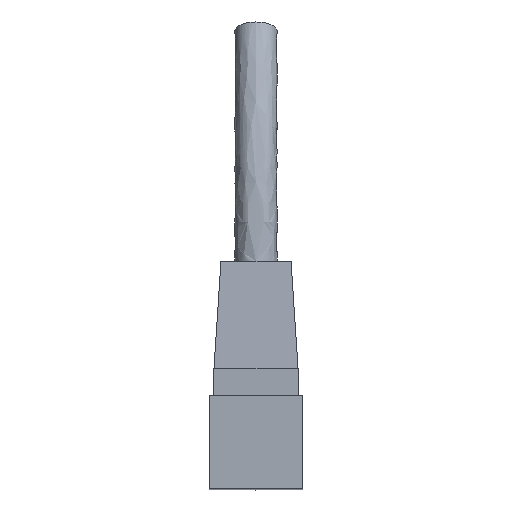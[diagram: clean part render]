
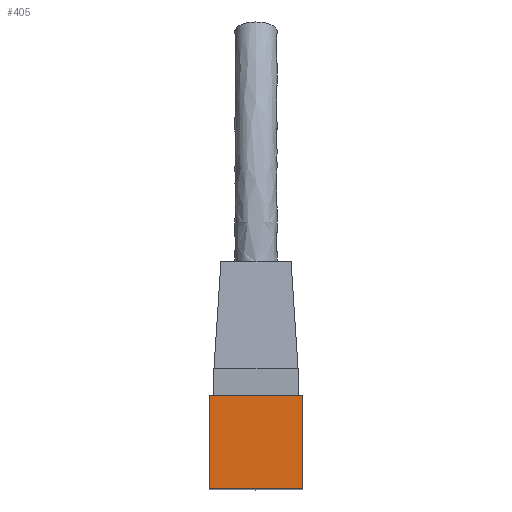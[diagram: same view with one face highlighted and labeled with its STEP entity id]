
A CAD part, top view. The second image highlights one B-rep face of the part: STEP entity #405.
In plain terms, the highlighted planar face has unit normal (0, 0, 1).
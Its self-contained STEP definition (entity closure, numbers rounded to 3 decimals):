
#260=CARTESIAN_POINT('',(-12.962,0.0,60.0));
#261=VERTEX_POINT('',#260);
#262=CARTESIAN_POINT('',(-12.962,10.0,60.0));
#263=VERTEX_POINT('',#262);
#264=CARTESIAN_POINT('',(-12.962,0.0,60.0));
#265=DIRECTION('',(0.0,1.0,0.0));
#266=VECTOR('',#265,10.0);
#267=LINE('',#264,#266);
#268=EDGE_CURVE('',#261,#263,#267,.T.);
#306=CARTESIAN_POINT('',(-2.962,10.,60.0));
#307=VERTEX_POINT('',#306);
#308=CARTESIAN_POINT('',(-12.962,10.0,60.0));
#309=DIRECTION('',(1.0,0.0,0.0));
#310=VECTOR('',#309,10.);
#311=LINE('',#308,#310);
#312=EDGE_CURVE('',#263,#307,#311,.T.);
#340=CARTESIAN_POINT('',(-2.962,0.,60.0));
#341=VERTEX_POINT('',#340);
#342=CARTESIAN_POINT('',(-2.962,10.,60.0));
#343=DIRECTION('',(0.0,-1.0,0.0));
#344=VECTOR('',#343,10.);
#345=LINE('',#342,#344);
#346=EDGE_CURVE('',#307,#341,#345,.T.);
#377=CARTESIAN_POINT('',(-2.962,0.,60.0));
#378=DIRECTION('',(-1.0,0.0,0.0));
#379=VECTOR('',#378,10.0);
#380=LINE('',#377,#379);
#381=EDGE_CURVE('',#341,#261,#380,.T.);
#394=CARTESIAN_POINT('',(-7.962,5.,60.0));
#395=DIRECTION('',(0.0,0.0,1.0));
#396=DIRECTION('',(1.0,0.0,0.0));
#397=AXIS2_PLACEMENT_3D('',#394,#395,#396);
#398=PLANE('',#397);
#399=ORIENTED_EDGE('',*,*,#268,.F.);
#400=ORIENTED_EDGE('',*,*,#381,.F.);
#401=ORIENTED_EDGE('',*,*,#346,.F.);
#402=ORIENTED_EDGE('',*,*,#312,.F.);
#403=EDGE_LOOP('',(#399,#400,#401,#402));
#404=FACE_OUTER_BOUND('',#403,.T.);
#405=ADVANCED_FACE('',(#404),#398,.T.);
